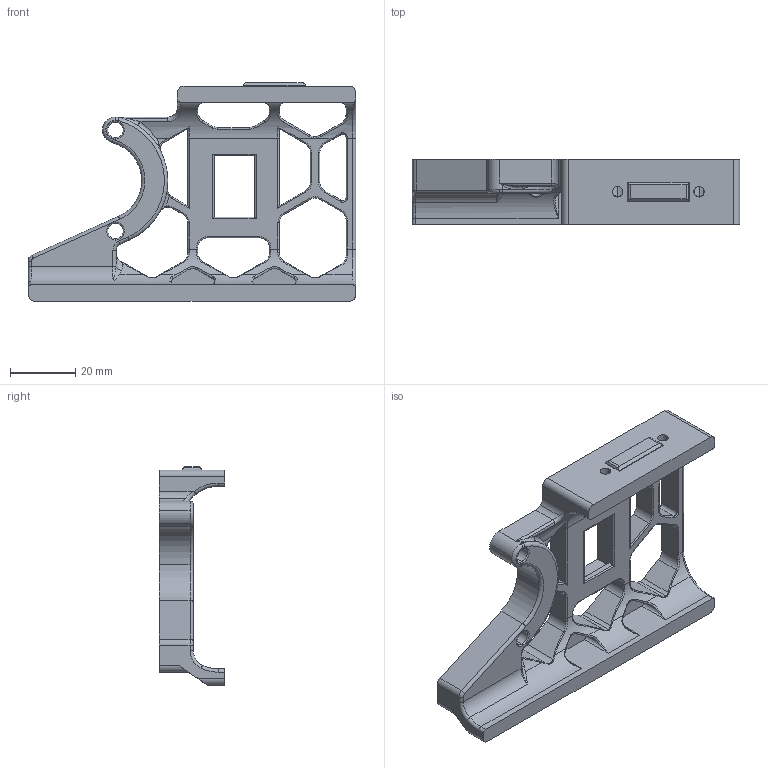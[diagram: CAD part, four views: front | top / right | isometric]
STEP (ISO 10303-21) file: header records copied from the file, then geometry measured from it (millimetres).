
FILE_DESCRIPTION (( 'STEP AP214' ), '1' );
FILE_NAME ('FrontSkirtT_GSW48Mini.STEP', '2023-10-21T22:29:52', ( '' ), ( '' ), 'SwSTEP 2.0', 'SolidWorks 2022', '' );
FILE_SCHEMA (( 'AUTOMOTIVE_DESIGN' ));
Length unit declared in the file: millimetre
Products named in the file (1): FrontSkirtT_GSW48Mini
Bounding box: 100.5 x 20 x 67 mm (x, y, z)
Volume: 31561.7 mm3; surface area: 16990.7 mm2
Topology: 1 solids, 1 shells, 303 faces, 797 edges, 478 vertices
Faces by surface type: cylinder 124, plane 75, bspline 55, torus 45, cone 4
Entity records: 11347 total; most frequent: CARTESIAN_POINT 4265, ORIENTED_EDGE 1566, DIRECTION 1421, EDGE_CURVE 783, AXIS2_PLACEMENT_3D 550, VERTEX_POINT 478, EDGE_LOOP 325, VECTOR 321
